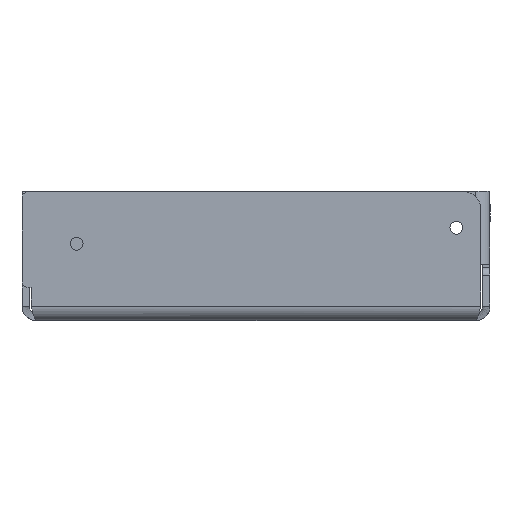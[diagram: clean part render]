
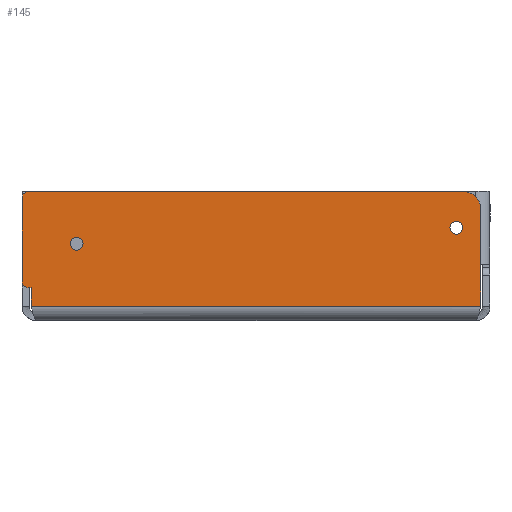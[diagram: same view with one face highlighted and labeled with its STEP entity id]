
A CAD part, left-side view. The second image highlights one B-rep face of the part: STEP entity #145.
In plain terms, the highlighted planar face has unit normal (-1, 0, 0).
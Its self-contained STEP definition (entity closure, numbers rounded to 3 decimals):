
#11 = CARTESIAN_POINT ( 'NONE',  ( -364., 123.5, 6. ) ) ;
#39 = CARTESIAN_POINT ( 'NONE',  ( -364., -110., 45.5 ) ) ;
#145 = ADVANCED_FACE ( 'NONE', ( #5097, #3072, #4274 ), #3883, .F. ) ;
#180 = CIRCLE ( 'NONE', #4980, 3.5 ) ;
#266 = VERTEX_POINT ( 'NONE', #4369 ) ;
#270 = DIRECTION ( 'NONE',  ( 1., 0., 0. ) ) ;
#273 = CARTESIAN_POINT ( 'NONE',  ( -364., 123.5, 16. ) ) ;
#289 = CARTESIAN_POINT ( 'NONE',  ( -364., 124.5, 69. ) ) ;
#404 = CARTESIAN_POINT ( 'NONE',  ( -364., -113.5, 59. ) ) ;
#506 = DIRECTION ( 'NONE',  ( 1., 0., 0. ) ) ;
#509 = CARTESIAN_POINT ( 'NONE',  ( -364., 128.5, 20. ) ) ;
#512 = DIRECTION ( 'NONE',  ( 0., -1., 0. ) ) ;
#520 = EDGE_CURVE ( 'NONE', #4294, #576, #5210, .T. ) ;
#572 = CARTESIAN_POINT ( 'NONE',  ( -364., -110., 49. ) ) ;
#576 = VERTEX_POINT ( 'NONE', #4686 ) ;
#641 = ORIENTED_EDGE ( 'NONE', *, *, #4861, .T. ) ;
#750 = CARTESIAN_POINT ( 'NONE',  ( -364., 128.5, 69. ) ) ;
#779 = EDGE_LOOP ( 'NONE', ( #641, #2525 ) ) ;
#806 = VERTEX_POINT ( 'NONE', #5045 ) ;
#956 = VECTOR ( 'NONE', #4724, 1000. ) ;
#975 = VERTEX_POINT ( 'NONE', #39 ) ;
#1002 = VERTEX_POINT ( 'NONE', #1982 ) ;
#1035 = DIRECTION ( 'NONE',  ( 0., 1., 0. ) ) ;
#1041 = VERTEX_POINT ( 'NONE', #1600 ) ;
#1099 = EDGE_CURVE ( 'NONE', #4276, #266, #2906, .T. ) ;
#1122 = VERTEX_POINT ( 'NONE', #1755 ) ;
#1139 = DIRECTION ( 'NONE',  ( 1., 0., 0. ) ) ;
#1323 = VECTOR ( 'NONE', #512, 1000. ) ;
#1363 = EDGE_CURVE ( 'NONE', #806, #975, #2397, .T. ) ;
#1463 = CARTESIAN_POINT ( 'NONE',  ( -364., -123.5, 0. ) ) ;
#1508 = VECTOR ( 'NONE', #4511, 1000. ) ;
#1534 = ORIENTED_EDGE ( 'NONE', *, *, #4382, .T. ) ;
#1580 = CARTESIAN_POINT ( 'NONE',  ( -364., 98.5, 40.2 ) ) ;
#1600 = CARTESIAN_POINT ( 'NONE',  ( -364., 124.5, 16. ) ) ;
#1730 = AXIS2_PLACEMENT_3D ( 'NONE', #3873, #270, #1897 ) ;
#1737 = CARTESIAN_POINT ( 'NONE',  ( -364., 128.5, 65. ) ) ;
#1755 = CARTESIAN_POINT ( 'NONE',  ( -364., -113.5, 69. ) ) ;
#1793 = VERTEX_POINT ( 'NONE', #289 ) ;
#1850 = LINE ( 'NONE', #750, #956 ) ;
#1888 = DIRECTION ( 'NONE',  ( 0., 0., 1. ) ) ;
#1897 = DIRECTION ( 'NONE',  ( 0., 0., -1. ) ) ;
#1925 = DIRECTION ( 'NONE',  ( 0., 0., -1. ) ) ;
#1966 = ORIENTED_EDGE ( 'NONE', *, *, #4711, .T. ) ;
#1981 = ORIENTED_EDGE ( 'NONE', *, *, #1099, .T. ) ;
#1982 = CARTESIAN_POINT ( 'NONE',  ( -364., -123.5, 6. ) ) ;
#2036 = DIRECTION ( 'NONE',  ( 0., 0., 1. ) ) ;
#2096 = ORIENTED_EDGE ( 'NONE', *, *, #4568, .T. ) ;
#2115 = EDGE_CURVE ( 'NONE', #2838, #2548, #1850, .T. ) ;
#2150 = EDGE_CURVE ( 'NONE', #1002, #266, #4450, .T. ) ;
#2242 = VECTOR ( 'NONE', #3064, 1000. ) ;
#2254 = AXIS2_PLACEMENT_3D ( 'NONE', #1580, #4387, #1888 ) ;
#2397 = CIRCLE ( 'NONE', #1730, 3.5 ) ;
#2427 = ORIENTED_EDGE ( 'NONE', *, *, #3416, .T. ) ;
#2433 = AXIS2_PLACEMENT_3D ( 'NONE', #4799, #3499, #3163 ) ;
#2443 = VERTEX_POINT ( 'NONE', #3949 ) ;
#2452 = EDGE_LOOP ( 'NONE', ( #4705, #2812 ) ) ;
#2525 = ORIENTED_EDGE ( 'NONE', *, *, #1363, .T. ) ;
#2548 = VERTEX_POINT ( 'NONE', #509 ) ;
#2563 = CARTESIAN_POINT ( 'NONE',  ( -364., 98.5, 40.2 ) ) ;
#2637 = CARTESIAN_POINT ( 'NONE',  ( -364., 124.5, 65. ) ) ;
#2812 = ORIENTED_EDGE ( 'NONE', *, *, #520, .F. ) ;
#2838 = VERTEX_POINT ( 'NONE', #1737 ) ;
#2906 = LINE ( 'NONE', #4166, #1508 ) ;
#3064 = DIRECTION ( 'NONE',  ( 0., 0., 1. ) ) ;
#3072 = FACE_BOUND ( 'NONE', #2452, .T. ) ;
#3123 = CIRCLE ( 'NONE', #3625, 10. ) ;
#3127 = ORIENTED_EDGE ( 'NONE', *, *, #2150, .F. ) ;
#3163 = DIRECTION ( 'NONE',  ( 0., 0., -1. ) ) ;
#3185 = AXIS2_PLACEMENT_3D ( 'NONE', #2637, #3840, #4664 ) ;
#3194 = DIRECTION ( 'NONE',  ( 0., 0., -1. ) ) ;
#3195 = CARTESIAN_POINT ( 'NONE',  ( -364., 0., 0. ) ) ;
#3232 = EDGE_CURVE ( 'NONE', #1793, #2838, #3599, .T. ) ;
#3255 = ORIENTED_EDGE ( 'NONE', *, *, #3232, .T. ) ;
#3416 = EDGE_CURVE ( 'NONE', #1041, #4276, #4112, .T. ) ;
#3477 = AXIS2_PLACEMENT_3D ( 'NONE', #3195, #1139, #1925 ) ;
#3499 = DIRECTION ( 'NONE',  ( -1., 0., 0. ) ) ;
#3578 = DIRECTION ( 'NONE',  ( -1., 0., 0. ) ) ;
#3598 = VECTOR ( 'NONE', #1035, 1000. ) ;
#3599 = CIRCLE ( 'NONE', #3185, 4. ) ;
#3613 = DIRECTION ( 'NONE',  ( 0., 1., 0. ) ) ;
#3625 = AXIS2_PLACEMENT_3D ( 'NONE', #404, #3578, #3194 ) ;
#3645 = ORIENTED_EDGE ( 'NONE', *, *, #2115, .T. ) ;
#3688 = CIRCLE ( 'NONE', #5204, 3.5 ) ;
#3770 = CIRCLE ( 'NONE', #2433, 4. ) ;
#3794 = LINE ( 'NONE', #4691, #3598 ) ;
#3840 = DIRECTION ( 'NONE',  ( -1., 0., 0. ) ) ;
#3873 = CARTESIAN_POINT ( 'NONE',  ( -364., -110., 49. ) ) ;
#3883 = PLANE ( 'NONE',  #3477 ) ;
#3890 = VECTOR ( 'NONE', #3613, 1000. ) ;
#3949 = CARTESIAN_POINT ( 'NONE',  ( -364., -123.5, 59. ) ) ;
#4112 = LINE ( 'NONE', #4529, #1323 ) ;
#4164 = DIRECTION ( 'NONE',  ( -1., 0., 0. ) ) ;
#4166 = CARTESIAN_POINT ( 'NONE',  ( -364., 123.5, 0. ) ) ;
#4193 = CARTESIAN_POINT ( 'NONE',  ( -364., 98.5, 36.7 ) ) ;
#4249 = EDGE_LOOP ( 'NONE', ( #3645, #1966, #2427, #1981, #3127, #1534, #4974, #2096, #3255 ) ) ;
#4274 = FACE_OUTER_BOUND ( 'NONE', #4249, .T. ) ;
#4276 = VERTEX_POINT ( 'NONE', #273 ) ;
#4294 = VERTEX_POINT ( 'NONE', #4193 ) ;
#4369 = CARTESIAN_POINT ( 'NONE',  ( -364., 123.5, 6. ) ) ;
#4382 = EDGE_CURVE ( 'NONE', #1002, #2443, #5066, .T. ) ;
#4387 = DIRECTION ( 'NONE',  ( -1., 0., 0. ) ) ;
#4450 = LINE ( 'NONE', #11, #3890 ) ;
#4511 = DIRECTION ( 'NONE',  ( 0., 0., -1. ) ) ;
#4513 = EDGE_CURVE ( 'NONE', #576, #4294, #3688, .T. ) ;
#4529 = CARTESIAN_POINT ( 'NONE',  ( -364., 123.5, 16. ) ) ;
#4568 = EDGE_CURVE ( 'NONE', #1122, #1793, #3794, .T. ) ;
#4664 = DIRECTION ( 'NONE',  ( 0., 0., -1. ) ) ;
#4686 = CARTESIAN_POINT ( 'NONE',  ( -364., 98.5, 43.7 ) ) ;
#4691 = CARTESIAN_POINT ( 'NONE',  ( -364., 0., 69. ) ) ;
#4705 = ORIENTED_EDGE ( 'NONE', *, *, #4513, .F. ) ;
#4711 = EDGE_CURVE ( 'NONE', #2548, #1041, #3770, .T. ) ;
#4724 = DIRECTION ( 'NONE',  ( 0., 0., -1. ) ) ;
#4799 = CARTESIAN_POINT ( 'NONE',  ( -364., 124.5, 20. ) ) ;
#4809 = EDGE_CURVE ( 'NONE', #2443, #1122, #3123, .T. ) ;
#4861 = EDGE_CURVE ( 'NONE', #975, #806, #180, .T. ) ;
#4949 = DIRECTION ( 'NONE',  ( 0., 0., -1. ) ) ;
#4974 = ORIENTED_EDGE ( 'NONE', *, *, #4809, .T. ) ;
#4980 = AXIS2_PLACEMENT_3D ( 'NONE', #572, #506, #4949 ) ;
#5045 = CARTESIAN_POINT ( 'NONE',  ( -364., -110., 52.5 ) ) ;
#5066 = LINE ( 'NONE', #1463, #2242 ) ;
#5097 = FACE_BOUND ( 'NONE', #779, .T. ) ;
#5204 = AXIS2_PLACEMENT_3D ( 'NONE', #2563, #4164, #2036 ) ;
#5210 = CIRCLE ( 'NONE', #2254, 3.5 ) ;
